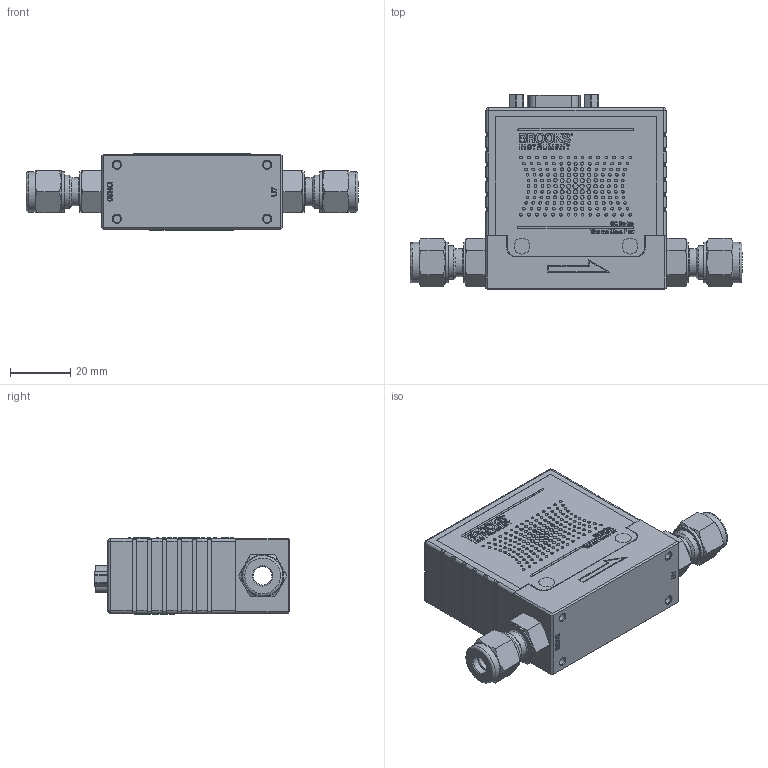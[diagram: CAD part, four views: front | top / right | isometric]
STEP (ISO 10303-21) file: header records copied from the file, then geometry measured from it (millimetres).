
FILE_DESCRIPTION (( 'STEP AP214' ), '1' );
FILE_NAME ('GC51_6mmTC.STEP', '2025-11-13T20:10:00', ( 'mrutkowski' ), ( '' ), 'SwSTEP 2.0', 'SolidWorks 2023', '' );
FILE_SCHEMA (( 'AUTOMOTIVE_DESIGN' ));
Length unit declared in the file: inch
Products named in the file (1): GC51_6mmTC
Bounding box: 110.6 x 65.1 x 25.5 mm (x, y, z)
Surface area: 23613 mm2 (no closed solid volume)
Topology: 0 solids, 378 shells, 1903 faces, 8697 edges, 7162 vertices
Faces by surface type: bspline 942, plane 809, cylinder 102, cone 50
Full cylindrical faces by diameter (mm): 1.252 x9, 2.05 x2, 2.5 x4, 6.18 x2, 6.184 x2, 9.36 x2, 11.113 x2, 11.404 x2, 13.5 x2, 13.504 x4
Entity records: 100701 total; most frequent: CARTESIAN_POINT 46004, ORIENTED_EDGE 10967, EDGE_CURVE 8616, VERTEX_POINT 7145, DIRECTION 6156, B_SPLINE_CURVE_WITH_KNOTS 4657, LINE 3636, VECTOR 3636
